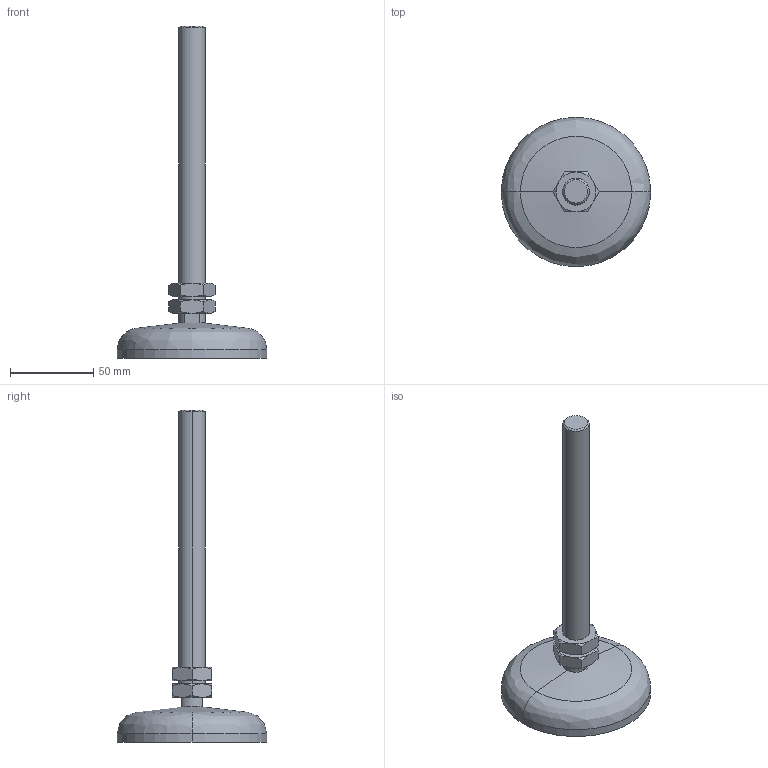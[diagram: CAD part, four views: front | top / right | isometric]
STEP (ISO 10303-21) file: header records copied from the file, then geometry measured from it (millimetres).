
FILE_DESCRIPTION (( 'STEP AP214' ), '1' );
FILE_NAME ('6411018', '2019-02-01T14:31:44', ( '' ), ('JUGARD+KÜNSTNER GmbH'), 'SwSTEP 2.0', 'SolidWorks 2017', '' );
FILE_SCHEMA (( 'AUTOMOTIVE_DESIGN' ));
Length unit declared in the file: millimetre
Products named in the file (1): 6411018_CNAJF00
Bounding box: 90 x 90 x 200 mm (x, y, z)
Volume: 83695.4 mm3; surface area: 29668 mm2
Topology: 2 solids, 2 shells, 89 faces, 193 edges, 113 vertices
Faces by surface type: cone 36, plane 25, cylinder 19, bspline 9
Entity records: 2683 total; most frequent: CARTESIAN_POINT 781, DIRECTION 389, ORIENTED_EDGE 382, EDGE_CURVE 191, AXIS2_PLACEMENT_3D 169, VERTEX_POINT 113, EDGE_LOOP 98, FACE_OUTER_BOUND 89
